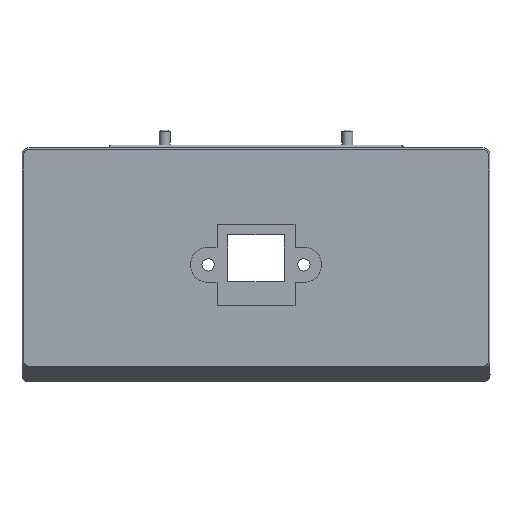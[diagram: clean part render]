
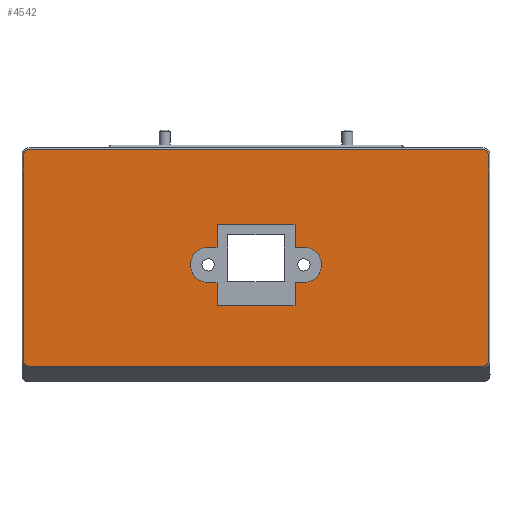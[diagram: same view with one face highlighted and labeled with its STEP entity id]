
A CAD part, front view. The second image highlights one B-rep face of the part: STEP entity #4542.
In plain terms, the highlighted planar face has unit normal (0, -1, 0).
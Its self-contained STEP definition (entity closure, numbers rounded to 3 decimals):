
#144=FACE_BOUND('',#720,.T.);
#165=CIRCLE('',#4836,5.);
#166=CIRCLE('',#4842,5.);
#167=CIRCLE('',#4845,1.6);
#168=CIRCLE('',#4846,1.6);
#169=CIRCLE('',#4847,1.6);
#170=CIRCLE('',#4848,1.6);
#464=FACE_OUTER_BOUND('',#719,.T.);
#719=EDGE_LOOP('',(#3079,#3080,#3081,#3082,#3083,#3084,#3085,#3086));
#720=EDGE_LOOP('',(#3087,#3088,#3089,#3090,#3091,#3092,#3093,#3094,#3095,
#3096,#3097,#3098));
#992=LINE('',#6769,#1424);
#995=LINE('',#6774,#1427);
#997=LINE('',#6778,#1429);
#999=LINE('',#6782,#1431);
#1001=LINE('',#6786,#1433);
#1004=LINE('',#6795,#1436);
#1007=LINE('',#6800,#1439);
#1009=LINE('',#6804,#1441);
#1011=LINE('',#6808,#1443);
#1012=LINE('',#6812,#1444);
#1013=LINE('',#6816,#1445);
#1014=LINE('',#6820,#1446);
#1015=LINE('',#6824,#1447);
#1016=LINE('',#6828,#1448);
#1424=VECTOR('',#5360,10.);
#1427=VECTOR('',#5365,10.);
#1429=VECTOR('',#5369,10.);
#1431=VECTOR('',#5373,10.);
#1433=VECTOR('',#5377,10.);
#1436=VECTOR('',#5386,10.);
#1439=VECTOR('',#5391,10.);
#1441=VECTOR('',#5395,10.);
#1443=VECTOR('',#5399,10.);
#1444=VECTOR('',#5406,10.);
#1445=VECTOR('',#5409,10.);
#1446=VECTOR('',#5412,10.);
#1447=VECTOR('',#5415,10.);
#1448=VECTOR('',#5418,10.);
#1855=VERTEX_POINT('',#6766);
#1856=VERTEX_POINT('',#6768);
#1857=VERTEX_POINT('',#6772);
#1858=VERTEX_POINT('',#6776);
#1859=VERTEX_POINT('',#6780);
#1860=VERTEX_POINT('',#6784);
#1861=VERTEX_POINT('',#6788);
#1862=VERTEX_POINT('',#6792);
#1863=VERTEX_POINT('',#6794);
#1864=VERTEX_POINT('',#6798);
#1865=VERTEX_POINT('',#6802);
#1866=VERTEX_POINT('',#6806);
#1867=VERTEX_POINT('',#6814);
#1868=VERTEX_POINT('',#6815);
#1869=VERTEX_POINT('',#6817);
#1870=VERTEX_POINT('',#6819);
#1871=VERTEX_POINT('',#6821);
#1872=VERTEX_POINT('',#6823);
#1873=VERTEX_POINT('',#6825);
#1874=VERTEX_POINT('',#6827);
#2322=EDGE_CURVE('',#1856,#1855,#992,.T.);
#2325=EDGE_CURVE('',#1855,#1857,#995,.T.);
#2327=EDGE_CURVE('',#1857,#1858,#997,.T.);
#2329=EDGE_CURVE('',#1858,#1859,#999,.T.);
#2331=EDGE_CURVE('',#1859,#1860,#1001,.T.);
#2333=EDGE_CURVE('',#1860,#1861,#165,.T.);
#2335=EDGE_CURVE('',#1863,#1862,#1004,.T.);
#2338=EDGE_CURVE('',#1862,#1864,#1007,.T.);
#2340=EDGE_CURVE('',#1864,#1865,#1009,.T.);
#2342=EDGE_CURVE('',#1865,#1866,#1011,.T.);
#2343=EDGE_CURVE('',#1866,#1856,#166,.T.);
#2344=EDGE_CURVE('',#1861,#1863,#1012,.T.);
#2345=EDGE_CURVE('',#1867,#1868,#1013,.T.);
#2346=EDGE_CURVE('',#1869,#1867,#167,.T.);
#2347=EDGE_CURVE('',#1870,#1869,#1014,.T.);
#2348=EDGE_CURVE('',#1871,#1870,#168,.T.);
#2349=EDGE_CURVE('',#1872,#1871,#1015,.T.);
#2350=EDGE_CURVE('',#1873,#1872,#169,.T.);
#2351=EDGE_CURVE('',#1874,#1873,#1016,.T.);
#2352=EDGE_CURVE('',#1868,#1874,#170,.T.);
#3079=ORIENTED_EDGE('',*,*,#2345,.F.);
#3080=ORIENTED_EDGE('',*,*,#2346,.F.);
#3081=ORIENTED_EDGE('',*,*,#2347,.F.);
#3082=ORIENTED_EDGE('',*,*,#2348,.F.);
#3083=ORIENTED_EDGE('',*,*,#2349,.F.);
#3084=ORIENTED_EDGE('',*,*,#2350,.F.);
#3085=ORIENTED_EDGE('',*,*,#2351,.F.);
#3086=ORIENTED_EDGE('',*,*,#2352,.F.);
#3087=ORIENTED_EDGE('',*,*,#2335,.T.);
#3088=ORIENTED_EDGE('',*,*,#2338,.T.);
#3089=ORIENTED_EDGE('',*,*,#2340,.T.);
#3090=ORIENTED_EDGE('',*,*,#2342,.T.);
#3091=ORIENTED_EDGE('',*,*,#2343,.T.);
#3092=ORIENTED_EDGE('',*,*,#2322,.T.);
#3093=ORIENTED_EDGE('',*,*,#2325,.T.);
#3094=ORIENTED_EDGE('',*,*,#2327,.T.);
#3095=ORIENTED_EDGE('',*,*,#2329,.T.);
#3096=ORIENTED_EDGE('',*,*,#2331,.T.);
#3097=ORIENTED_EDGE('',*,*,#2333,.T.);
#3098=ORIENTED_EDGE('',*,*,#2344,.T.);
#4400=PLANE('',#4844);
#4542=ADVANCED_FACE('',(#464,#144),#4400,.F.);
#4836=AXIS2_PLACEMENT_3D('',#6790,#5381,#5382);
#4842=AXIS2_PLACEMENT_3D('',#6810,#5402,#5403);
#4844=AXIS2_PLACEMENT_3D('',#6813,#5407,#5408);
#4845=AXIS2_PLACEMENT_3D('',#6818,#5410,#5411);
#4846=AXIS2_PLACEMENT_3D('',#6822,#5413,#5414);
#4847=AXIS2_PLACEMENT_3D('',#6826,#5416,#5417);
#4848=AXIS2_PLACEMENT_3D('',#6829,#5419,#5420);
#5360=DIRECTION('',(-1.,0.,0.));
#5365=DIRECTION('',(0.,0.,-1.));
#5369=DIRECTION('',(-1.,0.,0.));
#5373=DIRECTION('',(0.,0.,1.));
#5377=DIRECTION('',(-1.,0.,0.));
#5381=DIRECTION('center_axis',(0.,1.,0.));
#5382=DIRECTION('ref_axis',(-1.,0.,0.));
#5386=DIRECTION('',(0.,0.,1.));
#5391=DIRECTION('',(1.,0.,0.));
#5395=DIRECTION('',(0.,0.,-1.));
#5399=DIRECTION('',(1.,0.,0.));
#5402=DIRECTION('center_axis',(0.,1.,0.));
#5403=DIRECTION('ref_axis',(-1.,0.,0.));
#5406=DIRECTION('',(1.,0.,0.));
#5407=DIRECTION('center_axis',(0.,1.,0.));
#5408=DIRECTION('ref_axis',(-1.,0.,0.));
#5409=DIRECTION('',(1.,0.,0.));
#5410=DIRECTION('center_axis',(0.,1.,0.));
#5411=DIRECTION('ref_axis',(-0.707,0.,0.707));
#5412=DIRECTION('',(0.,0.,1.));
#5413=DIRECTION('center_axis',(0.,1.,0.));
#5414=DIRECTION('ref_axis',(-0.707,0.,-0.707));
#5415=DIRECTION('',(-1.,0.,0.));
#5416=DIRECTION('center_axis',(0.,1.,0.));
#5417=DIRECTION('ref_axis',(0.707,0.,-0.707));
#5418=DIRECTION('',(0.,0.,-1.));
#5419=DIRECTION('center_axis',(0.,1.,0.));
#5420=DIRECTION('ref_axis',(0.707,0.,0.707));
#6766=CARTESIAN_POINT('',(85.725,389.572,80.684));
#6768=CARTESIAN_POINT('',(88.225,389.572,80.684));
#6769=CARTESIAN_POINT('',(71.225,389.572,80.684));
#6772=CARTESIAN_POINT('',(85.725,389.572,74.184));
#6774=CARTESIAN_POINT('',(85.725,389.572,79.934));
#6776=CARTESIAN_POINT('',(63.725,389.572,74.184));
#6778=CARTESIAN_POINT('',(60.225,389.572,74.184));
#6780=CARTESIAN_POINT('',(63.725,389.572,80.684));
#6782=CARTESIAN_POINT('',(63.725,389.572,83.184));
#6784=CARTESIAN_POINT('',(61.225,389.572,80.684));
#6786=CARTESIAN_POINT('',(58.975,389.572,80.684));
#6788=CARTESIAN_POINT('',(61.225,389.572,90.684));
#6790=CARTESIAN_POINT('Origin',(61.225,389.572,85.684));
#6792=CARTESIAN_POINT('',(63.725,389.572,97.184));
#6794=CARTESIAN_POINT('',(63.725,389.572,90.684));
#6795=CARTESIAN_POINT('',(63.725,389.572,91.434));
#6798=CARTESIAN_POINT('',(85.725,389.572,97.184));
#6800=CARTESIAN_POINT('',(71.225,389.572,97.184));
#6802=CARTESIAN_POINT('',(85.725,389.572,90.684));
#6804=CARTESIAN_POINT('',(85.725,389.572,88.184));
#6806=CARTESIAN_POINT('',(88.225,389.572,90.684));
#6808=CARTESIAN_POINT('',(72.475,389.572,90.684));
#6810=CARTESIAN_POINT('Origin',(88.225,389.572,85.684));
#6812=CARTESIAN_POINT('',(60.225,389.572,90.684));
#6813=CARTESIAN_POINT('Origin',(56.725,389.572,85.684));
#6814=CARTESIAN_POINT('',(10.725,389.572,118.284));
#6815=CARTESIAN_POINT('',(138.725,389.572,118.284));
#6816=CARTESIAN_POINT('',(62.325,389.572,118.284));
#6817=CARTESIAN_POINT('',(9.125,389.572,116.684));
#6818=CARTESIAN_POINT('Origin',(10.725,389.572,116.684));
#6819=CARTESIAN_POINT('',(9.125,389.572,58.684));
#6820=CARTESIAN_POINT('',(9.125,389.572,85.884));
#6821=CARTESIAN_POINT('',(10.725,389.572,57.084));
#6822=CARTESIAN_POINT('Origin',(10.725,389.572,58.684));
#6823=CARTESIAN_POINT('',(138.725,389.572,57.084));
#6824=CARTESIAN_POINT('',(36.475,389.572,57.084));
#6825=CARTESIAN_POINT('',(140.325,389.572,58.684));
#6826=CARTESIAN_POINT('Origin',(138.725,389.572,58.684));
#6827=CARTESIAN_POINT('',(140.325,389.572,116.684));
#6828=CARTESIAN_POINT('',(140.325,389.572,92.016));
#6829=CARTESIAN_POINT('Origin',(138.725,389.572,116.684));
